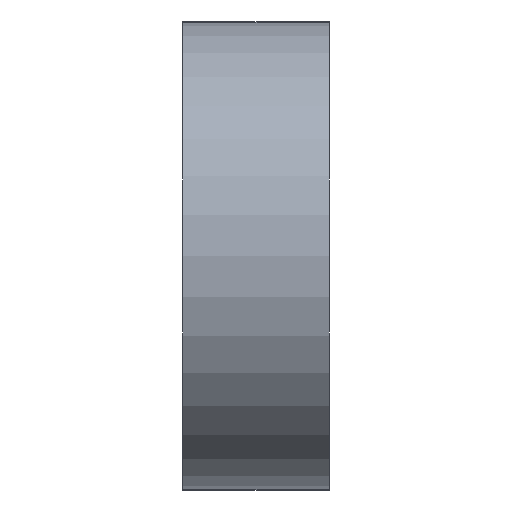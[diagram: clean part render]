
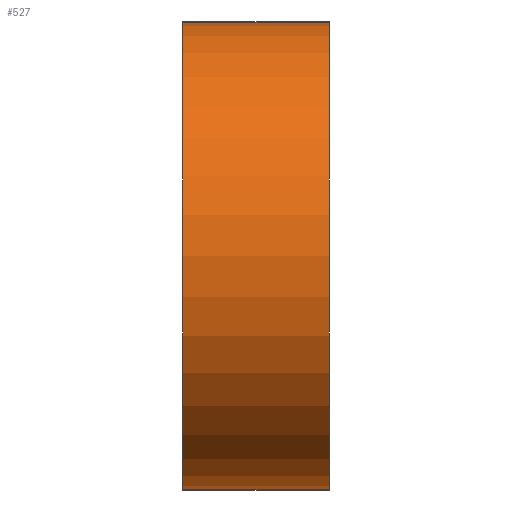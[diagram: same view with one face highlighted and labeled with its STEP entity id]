
A CAD part, left-side view. The second image highlights one B-rep face of the part: STEP entity #527.
In plain terms, the highlighted cylindrical face has radius 16 mm (diameter 32 mm), a partial arc.
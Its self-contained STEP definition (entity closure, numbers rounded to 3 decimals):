
#8 = EDGE_CURVE ( 'NONE', #78, #326, #370, .T. ) ;
#55 = VECTOR ( 'NONE', #500, 1000. ) ;
#78 = VERTEX_POINT ( 'NONE', #296 ) ;
#99 = AXIS2_PLACEMENT_3D ( 'NONE', #307, #400, #397 ) ;
#109 = LINE ( 'NONE', #210, #137 ) ;
#126 = CARTESIAN_POINT ( 'NONE',  ( 0., 10., 0. ) ) ;
#127 = ORIENTED_EDGE ( 'NONE', *, *, #8, .T. ) ;
#137 = VECTOR ( 'NONE', #460, 1000. ) ;
#146 = CARTESIAN_POINT ( 'NONE',  ( 0., 10., -16. ) ) ;
#150 = VERTEX_POINT ( 'NONE', #442 ) ;
#202 = CARTESIAN_POINT ( 'NONE',  ( 0., 10., -16. ) ) ;
#210 = CARTESIAN_POINT ( 'NONE',  ( 0., 10., 16. ) ) ;
#217 = EDGE_CURVE ( 'NONE', #271, #150, #600, .T. ) ;
#221 = DIRECTION ( 'NONE',  ( 0., 0., -1. ) ) ;
#235 = ORIENTED_EDGE ( 'NONE', *, *, #257, .T. ) ;
#257 = EDGE_CURVE ( 'NONE', #271, #78, #467, .T. ) ;
#271 = VERTEX_POINT ( 'NONE', #146 ) ;
#296 = CARTESIAN_POINT ( 'NONE',  ( 0., 0., -16. ) ) ;
#307 = CARTESIAN_POINT ( 'NONE',  ( 0., 10., 0. ) ) ;
#326 = VERTEX_POINT ( 'NONE', #578 ) ;
#361 = EDGE_CURVE ( 'NONE', #150, #326, #109, .T. ) ;
#370 = CIRCLE ( 'NONE', #529, 16. ) ;
#372 = ORIENTED_EDGE ( 'NONE', *, *, #217, .F. ) ;
#374 = CYLINDRICAL_SURFACE ( 'NONE', #566, 16. ) ;
#397 = DIRECTION ( 'NONE',  ( 0., 0., 1. ) ) ;
#400 = DIRECTION ( 'NONE',  ( 0., 1., 0. ) ) ;
#442 = CARTESIAN_POINT ( 'NONE',  ( 0., 10., 16. ) ) ;
#460 = DIRECTION ( 'NONE',  ( 0., -1., 0. ) ) ;
#467 = LINE ( 'NONE', #202, #55 ) ;
#471 = DIRECTION ( 'NONE',  ( 0., -1., 0. ) ) ;
#477 = DIRECTION ( 'NONE',  ( 0., 1., 0. ) ) ;
#500 = DIRECTION ( 'NONE',  ( 0., -1., 0. ) ) ;
#527 = ADVANCED_FACE ( 'NONE', ( #630 ), #374, .T. ) ;
#529 = AXIS2_PLACEMENT_3D ( 'NONE', #539, #477, #534 ) ;
#534 = DIRECTION ( 'NONE',  ( 0., 0., 1. ) ) ;
#539 = CARTESIAN_POINT ( 'NONE',  ( 0., 0., 0. ) ) ;
#563 = EDGE_LOOP ( 'NONE', ( #609, #372, #235, #127 ) ) ;
#566 = AXIS2_PLACEMENT_3D ( 'NONE', #126, #471, #221 ) ;
#578 = CARTESIAN_POINT ( 'NONE',  ( 0., 0., 16. ) ) ;
#600 = CIRCLE ( 'NONE', #99, 16. ) ;
#609 = ORIENTED_EDGE ( 'NONE', *, *, #361, .F. ) ;
#630 = FACE_OUTER_BOUND ( 'NONE', #563, .T. ) ;
